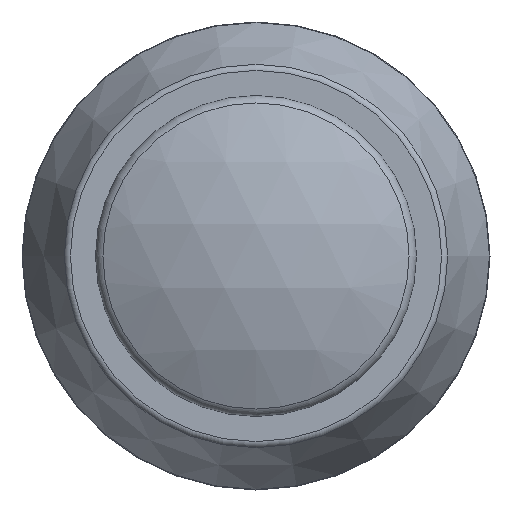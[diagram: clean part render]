
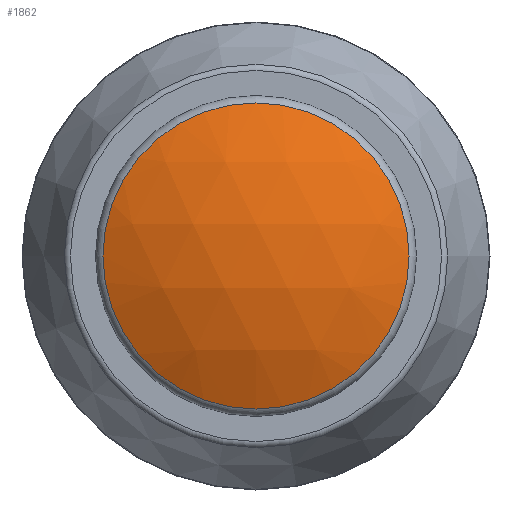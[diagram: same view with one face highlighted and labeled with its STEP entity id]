
A CAD part, front view. The second image highlights one B-rep face of the part: STEP entity #1862.
In plain terms, the highlighted spherical face has radius 12.75 mm.
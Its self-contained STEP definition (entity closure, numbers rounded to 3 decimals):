
#1822=CARTESIAN_POINT('',(-5.724,2.743,0.));
#1823=VERTEX_POINT('',#1822);
#1824=CARTESIAN_POINT('',(0.0,2.743,0.0));
#1825=DIRECTION('',(0.0,-1.0,0.0));
#1826=DIRECTION('',(1.0,0.0,0.0));
#1827=AXIS2_PLACEMENT_3D('',#1824,#1825,#1826);
#1828=CIRCLE('',#1827,5.724);
#1829=EDGE_CURVE('',#1823,#1823,#1828,.T.);
#1854=CARTESIAN_POINT('',(0.0,-8.65,0.0));
#1855=DIRECTION('',(0.0,0.0,1.0));
#1856=DIRECTION('',(1.0,0.0,0.0));
#1857=AXIS2_PLACEMENT_3D('',#1854,#1855,#1856);
#1858=SPHERICAL_SURFACE('',#1857,12.75);
#1859=ORIENTED_EDGE('',*,*,#1829,.F.);
#1860=EDGE_LOOP('',(#1859));
#1861=FACE_OUTER_BOUND('',#1860,.T.);
#1862=ADVANCED_FACE('',(#1861),#1858,.T.);
